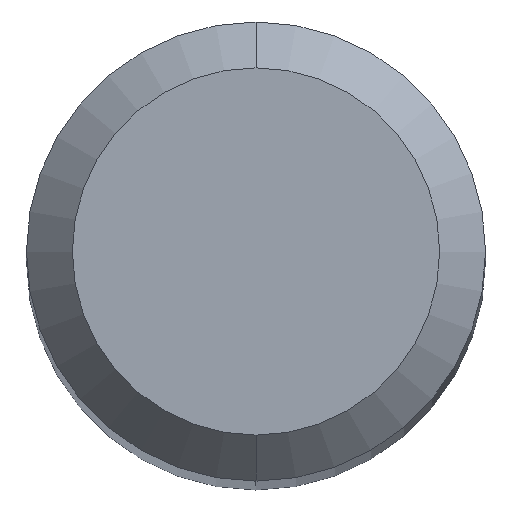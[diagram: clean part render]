
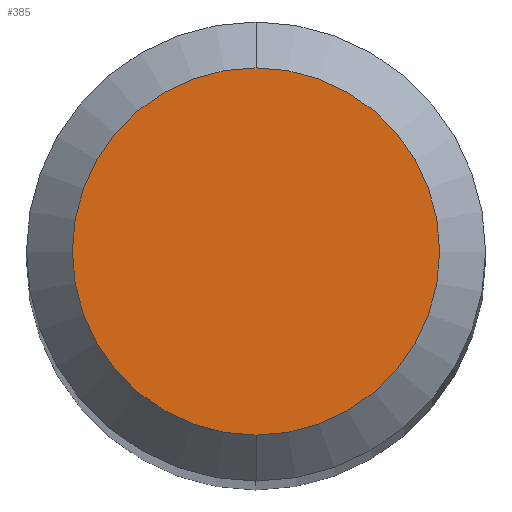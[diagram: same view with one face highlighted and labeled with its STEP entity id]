
A CAD part, top view. The second image highlights one B-rep face of the part: STEP entity #385.
In plain terms, the highlighted planar face has unit normal (0, 0, 1).
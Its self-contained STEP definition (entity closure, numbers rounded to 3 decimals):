
#46 = AXIS2_PLACEMENT_3D ( 'NONE', #167, #375, #98 ) ;
#54 = CARTESIAN_POINT ( 'NONE',  ( 0., 0., 38. ) ) ;
#84 = EDGE_LOOP ( 'NONE', ( #290, #107 ) ) ;
#85 = DIRECTION ( 'NONE',  ( 0., 1., 0. ) ) ;
#94 = CARTESIAN_POINT ( 'NONE',  ( 0., 0., 38. ) ) ;
#98 = DIRECTION ( 'NONE',  ( 0., 1., 0. ) ) ;
#107 = ORIENTED_EDGE ( 'NONE', *, *, #163, .F. ) ;
#118 = AXIS2_PLACEMENT_3D ( 'NONE', #54, #329, #85 ) ;
#148 = AXIS2_PLACEMENT_3D ( 'NONE', #94, #161, #237 ) ;
#161 = DIRECTION ( 'NONE',  ( 0., 0., -1. ) ) ;
#163 = EDGE_CURVE ( 'NONE', #283, #382, #377, .T. ) ;
#167 = CARTESIAN_POINT ( 'NONE',  ( 0., 0., 38. ) ) ;
#193 = CARTESIAN_POINT ( 'NONE',  ( 0., -1.2, 38. ) ) ;
#216 = FACE_OUTER_BOUND ( 'NONE', #84, .T. ) ;
#237 = DIRECTION ( 'NONE',  ( 0., 1., 0. ) ) ;
#259 = EDGE_CURVE ( 'NONE', #382, #283, #269, .T. ) ;
#269 = CIRCLE ( 'NONE', #148, 1.2 ) ;
#283 = VERTEX_POINT ( 'NONE', #193 ) ;
#290 = ORIENTED_EDGE ( 'NONE', *, *, #259, .F. ) ;
#329 = DIRECTION ( 'NONE',  ( 0., 0., -1. ) ) ;
#375 = DIRECTION ( 'NONE',  ( 0., 0., -1. ) ) ;
#377 = CIRCLE ( 'NONE', #46, 1.2 ) ;
#382 = VERTEX_POINT ( 'NONE', #395 ) ;
#385 = ADVANCED_FACE ( 'NONE', ( #216 ), #387, .F. ) ;
#387 = PLANE ( 'NONE',  #118 ) ;
#395 = CARTESIAN_POINT ( 'NONE',  ( 0., 1.2, 38. ) ) ;
